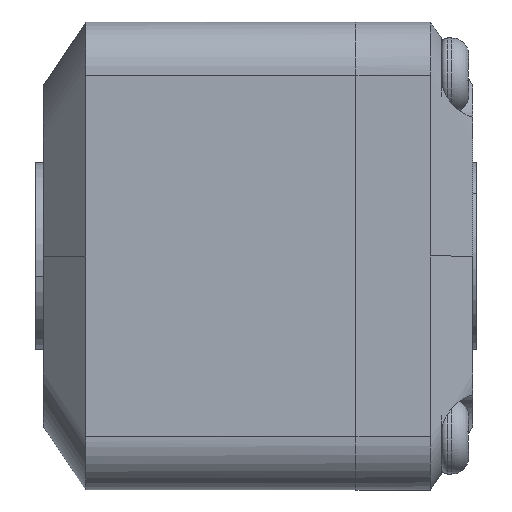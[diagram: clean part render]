
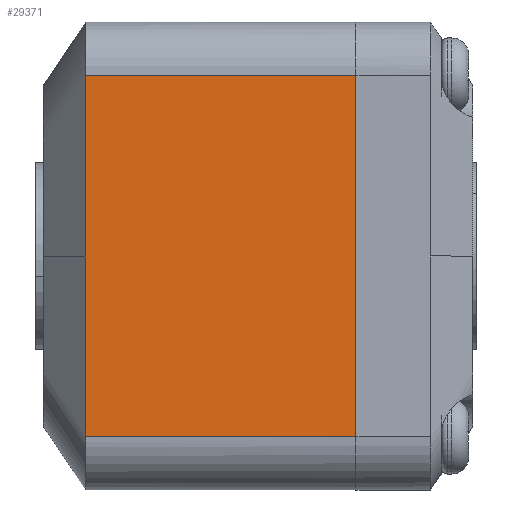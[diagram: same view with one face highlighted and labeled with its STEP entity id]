
A CAD part, left-side view. The second image highlights one B-rep face of the part: STEP entity #29371.
In plain terms, the highlighted face is planar.
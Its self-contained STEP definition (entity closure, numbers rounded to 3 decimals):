
#1339 = CARTESIAN_POINT ( 'NONE',  ( 33.375, 11., -12.7 ) ) ;
#1708 = PLANE ( 'NONE',  #9290 ) ;
#3390 = EDGE_CURVE ( 'NONE', #10816, #30309, #18001, .T. ) ;
#4014 = EDGE_CURVE ( 'NONE', #21564, #30309, #6380, .T. ) ;
#5923 = VECTOR ( 'NONE', #19092, 1000. ) ;
#6380 = LINE ( 'NONE', #16244, #14132 ) ;
#7619 = VERTEX_POINT ( 'NONE', #14250 ) ;
#8624 = DIRECTION ( 'NONE',  ( 0., 1., 0. ) ) ;
#9290 = AXIS2_PLACEMENT_3D ( 'NONE', #23968, #21714, #9414 ) ;
#9414 = DIRECTION ( 'NONE',  ( 0., 0., -1. ) ) ;
#9440 = ORIENTED_EDGE ( 'NONE', *, *, #3390, .T. ) ;
#9844 = CARTESIAN_POINT ( 'NONE',  ( 33.375, 11., 0. ) ) ;
#10816 = VERTEX_POINT ( 'NONE', #31165 ) ;
#10868 = CARTESIAN_POINT ( 'NONE',  ( 33.375, 8.5, -12.7 ) ) ;
#12844 = DIRECTION ( 'NONE',  ( 0., 0., -1. ) ) ;
#12909 = ORIENTED_EDGE ( 'NONE', *, *, #28439, .T. ) ;
#13611 = EDGE_CURVE ( 'NONE', #7619, #21564, #21974, .T. ) ;
#14132 = VECTOR ( 'NONE', #8624, 1000. ) ;
#14250 = CARTESIAN_POINT ( 'NONE',  ( 33.375, -8.5, 0. ) ) ;
#16244 = CARTESIAN_POINT ( 'NONE',  ( 33.375, 11., 0. ) ) ;
#16524 = DIRECTION ( 'NONE',  ( 0., 1., 0. ) ) ;
#17233 = ORIENTED_EDGE ( 'NONE', *, *, #13611, .F. ) ;
#18001 = LINE ( 'NONE', #10868, #23257 ) ;
#19092 = DIRECTION ( 'NONE',  ( 0., 1., 0. ) ) ;
#19313 = VERTEX_POINT ( 'NONE', #26785 ) ;
#21564 = VERTEX_POINT ( 'NONE', #30300 ) ;
#21714 = DIRECTION ( 'NONE',  ( 1., 0., 0. ) ) ;
#21974 = LINE ( 'NONE', #9844, #5923 ) ;
#22910 = ORIENTED_EDGE ( 'NONE', *, *, #4014, .F. ) ;
#23257 = VECTOR ( 'NONE', #27975, 1000. ) ;
#23774 = LINE ( 'NONE', #1339, #24750 ) ;
#23968 = CARTESIAN_POINT ( 'NONE',  ( 33.375, 11., -12.7 ) ) ;
#24131 = ORIENTED_EDGE ( 'NONE', *, *, #25504, .T. ) ;
#24750 = VECTOR ( 'NONE', #16524, 1000. ) ;
#25504 = EDGE_CURVE ( 'NONE', #7619, #19313, #27355, .T. ) ;
#26785 = CARTESIAN_POINT ( 'NONE',  ( 33.375, -8.5, -12.7 ) ) ;
#26799 = CARTESIAN_POINT ( 'NONE',  ( 33.375, 8.5, 0. ) ) ;
#27355 = LINE ( 'NONE', #29929, #28275 ) ;
#27850 = EDGE_LOOP ( 'NONE', ( #9440, #22910, #17233, #24131, #12909 ) ) ;
#27975 = DIRECTION ( 'NONE',  ( 0., 0., 1. ) ) ;
#28275 = VECTOR ( 'NONE', #12844, 1000. ) ;
#28439 = EDGE_CURVE ( 'NONE', #19313, #10816, #23774, .T. ) ;
#29371 = ADVANCED_FACE ( 'NONE', ( #31234 ), #1708, .T. ) ;
#29929 = CARTESIAN_POINT ( 'NONE',  ( 33.375, -8.5, -12.7 ) ) ;
#30300 = CARTESIAN_POINT ( 'NONE',  ( 33.375, 0., 0. ) ) ;
#30309 = VERTEX_POINT ( 'NONE', #26799 ) ;
#31165 = CARTESIAN_POINT ( 'NONE',  ( 33.375, 8.5, -12.7 ) ) ;
#31234 = FACE_OUTER_BOUND ( 'NONE', #27850, .T. ) ;
